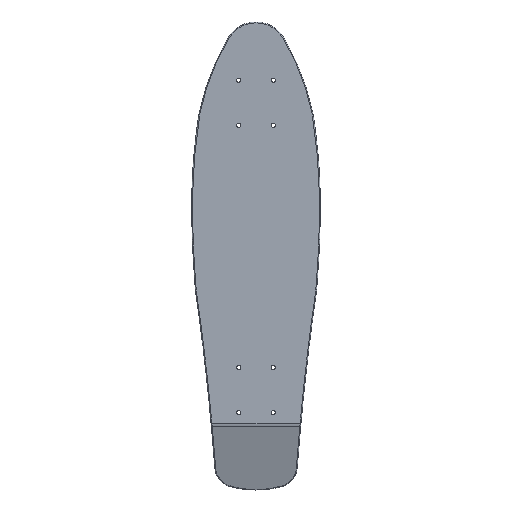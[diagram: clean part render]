
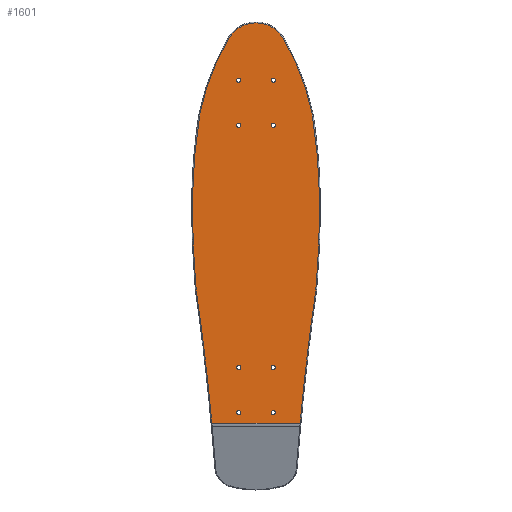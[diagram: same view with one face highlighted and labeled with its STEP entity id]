
A CAD part, front view. The second image highlights one B-rep face of the part: STEP entity #1601.
In plain terms, the highlighted planar face has unit normal (0, -1, 0).
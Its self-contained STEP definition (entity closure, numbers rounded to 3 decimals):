
#94=FACE_BOUND('',#467,.T.);
#95=FACE_BOUND('',#468,.T.);
#96=FACE_BOUND('',#469,.T.);
#97=FACE_BOUND('',#470,.T.);
#98=FACE_BOUND('',#471,.T.);
#99=FACE_BOUND('',#472,.T.);
#100=FACE_BOUND('',#473,.T.);
#101=FACE_BOUND('',#474,.T.);
#184=LINE('',#3071,#231);
#231=VECTOR('',#2073,10.);
#358=FACE_OUTER_BOUND('',#466,.T.);
#466=EDGE_LOOP('',(#1286,#1287,#1288,#1289,#1290,#1291,#1292,#1293,#1294,
#1295,#1296));
#467=EDGE_LOOP('',(#1297));
#468=EDGE_LOOP('',(#1298));
#469=EDGE_LOOP('',(#1299));
#470=EDGE_LOOP('',(#1300));
#471=EDGE_LOOP('',(#1301));
#472=EDGE_LOOP('',(#1302));
#473=EDGE_LOOP('',(#1303));
#474=EDGE_LOOP('',(#1304));
#537=CIRCLE('',#1691,3063.584);
#544=CIRCLE('',#1702,3063.584);
#552=CIRCLE('',#1717,719.734);
#559=CIRCLE('',#1729,719.734);
#578=CIRCLE('',#1776,3162.749);
#580=CIRCLE('',#1779,294.952);
#585=CIRCLE('',#1785,37.808);
#588=CIRCLE('',#1789,37.808);
#590=CIRCLE('',#1792,294.952);
#592=CIRCLE('',#1795,3162.749);
#594=CIRCLE('',#1803,2.5);
#595=CIRCLE('',#1804,2.5);
#596=CIRCLE('',#1805,2.5);
#597=CIRCLE('',#1806,2.5);
#598=CIRCLE('',#1807,2.5);
#599=CIRCLE('',#1808,2.5);
#600=CIRCLE('',#1809,2.5);
#601=CIRCLE('',#1810,2.5);
#659=VERTEX_POINT('',#2512);
#660=VERTEX_POINT('',#2525);
#671=VERTEX_POINT('',#2596);
#672=VERTEX_POINT('',#2598);
#688=VERTEX_POINT('',#2695);
#689=VERTEX_POINT('',#2697);
#702=VERTEX_POINT('',#2789);
#703=VERTEX_POINT('',#2802);
#734=VERTEX_POINT('',#3227);
#736=VERTEX_POINT('',#3233);
#738=VERTEX_POINT('',#3239);
#744=VERTEX_POINT('',#3440);
#745=VERTEX_POINT('',#3442);
#746=VERTEX_POINT('',#3444);
#747=VERTEX_POINT('',#3446);
#748=VERTEX_POINT('',#3448);
#749=VERTEX_POINT('',#3450);
#750=VERTEX_POINT('',#3452);
#751=VERTEX_POINT('',#3454);
#813=EDGE_CURVE('',#659,#660,#537,.T.);
#828=EDGE_CURVE('',#671,#672,#544,.T.);
#849=EDGE_CURVE('',#688,#689,#552,.T.);
#867=EDGE_CURVE('',#702,#703,#559,.T.);
#899=EDGE_CURVE('',#660,#671,#184,.T.);
#922=EDGE_CURVE('',#672,#688,#578,.T.);
#924=EDGE_CURVE('',#689,#734,#580,.T.);
#929=EDGE_CURVE('',#734,#736,#585,.T.);
#932=EDGE_CURVE('',#736,#738,#588,.T.);
#934=EDGE_CURVE('',#738,#702,#590,.T.);
#936=EDGE_CURVE('',#703,#659,#592,.T.);
#946=EDGE_CURVE('',#744,#744,#594,.T.);
#947=EDGE_CURVE('',#745,#745,#595,.T.);
#948=EDGE_CURVE('',#746,#746,#596,.T.);
#949=EDGE_CURVE('',#747,#747,#597,.T.);
#950=EDGE_CURVE('',#748,#748,#598,.T.);
#951=EDGE_CURVE('',#749,#749,#599,.T.);
#952=EDGE_CURVE('',#750,#750,#600,.T.);
#953=EDGE_CURVE('',#751,#751,#601,.T.);
#1286=ORIENTED_EDGE('',*,*,#899,.F.);
#1287=ORIENTED_EDGE('',*,*,#813,.F.);
#1288=ORIENTED_EDGE('',*,*,#936,.F.);
#1289=ORIENTED_EDGE('',*,*,#867,.F.);
#1290=ORIENTED_EDGE('',*,*,#934,.F.);
#1291=ORIENTED_EDGE('',*,*,#932,.F.);
#1292=ORIENTED_EDGE('',*,*,#929,.F.);
#1293=ORIENTED_EDGE('',*,*,#924,.F.);
#1294=ORIENTED_EDGE('',*,*,#849,.F.);
#1295=ORIENTED_EDGE('',*,*,#922,.F.);
#1296=ORIENTED_EDGE('',*,*,#828,.F.);
#1297=ORIENTED_EDGE('',*,*,#946,.T.);
#1298=ORIENTED_EDGE('',*,*,#947,.T.);
#1299=ORIENTED_EDGE('',*,*,#948,.T.);
#1300=ORIENTED_EDGE('',*,*,#949,.T.);
#1301=ORIENTED_EDGE('',*,*,#950,.T.);
#1302=ORIENTED_EDGE('',*,*,#951,.T.);
#1303=ORIENTED_EDGE('',*,*,#952,.T.);
#1304=ORIENTED_EDGE('',*,*,#953,.T.);
#1540=PLANE('',#1802);
#1601=ADVANCED_FACE('',(#358,#94,#95,#96,#97,#98,#99,#100,#101),#1540,.F.);
#1691=AXIS2_PLACEMENT_3D('',#2526,#1940,#1941);
#1702=AXIS2_PLACEMENT_3D('',#2599,#1964,#1965);
#1717=AXIS2_PLACEMENT_3D('',#2698,#1997,#1998);
#1729=AXIS2_PLACEMENT_3D('',#2803,#2024,#2025);
#1776=AXIS2_PLACEMENT_3D('',#3224,#2129,#2130);
#1779=AXIS2_PLACEMENT_3D('',#3228,#2135,#2136);
#1785=AXIS2_PLACEMENT_3D('',#3237,#2147,#2148);
#1789=AXIS2_PLACEMENT_3D('',#3243,#2155,#2156);
#1792=AXIS2_PLACEMENT_3D('',#3246,#2161,#2162);
#1795=AXIS2_PLACEMENT_3D('',#3249,#2167,#2168);
#1802=AXIS2_PLACEMENT_3D('',#3439,#2181,#2182);
#1803=AXIS2_PLACEMENT_3D('',#3441,#2183,#2184);
#1804=AXIS2_PLACEMENT_3D('',#3443,#2185,#2186);
#1805=AXIS2_PLACEMENT_3D('',#3445,#2187,#2188);
#1806=AXIS2_PLACEMENT_3D('',#3447,#2189,#2190);
#1807=AXIS2_PLACEMENT_3D('',#3449,#2191,#2192);
#1808=AXIS2_PLACEMENT_3D('',#3451,#2193,#2194);
#1809=AXIS2_PLACEMENT_3D('',#3453,#2195,#2196);
#1810=AXIS2_PLACEMENT_3D('',#3455,#2197,#2198);
#1940=DIRECTION('center_axis',(0.,-1.,0.));
#1941=DIRECTION('ref_axis',(-0.993,0.,0.117));
#1964=DIRECTION('center_axis',(0.,-1.,0.));
#1965=DIRECTION('ref_axis',(0.993,0.,0.117));
#1997=DIRECTION('center_axis',(0.,1.,0.));
#1998=DIRECTION('ref_axis',(-0.999,0.,0.054));
#2024=DIRECTION('center_axis',(0.,1.,0.));
#2025=DIRECTION('ref_axis',(0.999,0.,0.054));
#2073=DIRECTION('',(-1.,0.,0.));
#2129=DIRECTION('center_axis',(0.,1.,0.));
#2130=DIRECTION('ref_axis',(-0.998,0.,-0.06));
#2135=DIRECTION('center_axis',(0.,1.,0.));
#2136=DIRECTION('ref_axis',(-0.934,0.,0.356));
#2147=DIRECTION('center_axis',(0.,1.,0.));
#2148=DIRECTION('ref_axis',(-0.498,0.,0.867));
#2155=DIRECTION('center_axis',(0.,1.,0.));
#2156=DIRECTION('ref_axis',(0.498,0.,0.867));
#2161=DIRECTION('center_axis',(0.,1.,0.));
#2162=DIRECTION('ref_axis',(0.934,0.,0.356));
#2167=DIRECTION('center_axis',(0.,1.,0.));
#2168=DIRECTION('ref_axis',(0.998,0.,-0.06));
#2181=DIRECTION('center_axis',(0.,1.,0.));
#2182=DIRECTION('ref_axis',(0.,0.,1.));
#2183=DIRECTION('center_axis',(0.,1.,0.));
#2184=DIRECTION('ref_axis',(-1.,0.,0.));
#2185=DIRECTION('center_axis',(0.,1.,0.));
#2186=DIRECTION('ref_axis',(-1.,0.,0.));
#2187=DIRECTION('center_axis',(0.,1.,0.));
#2188=DIRECTION('ref_axis',(-1.,0.,0.));
#2189=DIRECTION('center_axis',(0.,1.,0.));
#2190=DIRECTION('ref_axis',(-1.,0.,0.));
#2191=DIRECTION('center_axis',(0.,1.,0.));
#2192=DIRECTION('ref_axis',(-1.,0.,0.));
#2193=DIRECTION('center_axis',(0.,1.,0.));
#2194=DIRECTION('ref_axis',(-1.,0.,0.));
#2195=DIRECTION('center_axis',(0.,1.,0.));
#2196=DIRECTION('ref_axis',(-1.,0.,0.));
#2197=DIRECTION('center_axis',(0.,1.,0.));
#2198=DIRECTION('ref_axis',(-1.,0.,0.));
#2512=CARTESIAN_POINT('',(71.166,0.,-30.287));
#2525=CARTESIAN_POINT('',(52.266,0.,-190.416));
#2526=CARTESIAN_POINT('Origin',(3103.127,0.,-469.329));
#2596=CARTESIAN_POINT('',(-53.049,0.,-190.416));
#2598=CARTESIAN_POINT('',(-71.949,0.,-30.287));
#2599=CARTESIAN_POINT('Origin',(-3103.91,0.,-469.329));
#2695=CARTESIAN_POINT('',(-75.492,0.,28.328));
#2697=CARTESIAN_POINT('',(-67.412,0.,178.665));
#2698=CARTESIAN_POINT('Origin',(643.303,0.,65.081));
#2789=CARTESIAN_POINT('',(66.629,0.,178.665));
#2802=CARTESIAN_POINT('',(74.709,0.,28.328));
#2803=CARTESIAN_POINT('Origin',(-644.086,0.,65.081));
#3071=CARTESIAN_POINT('',(37.304,0.,-190.416));
#3224=CARTESIAN_POINT('Origin',(3083.131,0.,189.83));
#3227=CARTESIAN_POINT('',(-33.036,0.,268.747));
#3228=CARTESIAN_POINT('Origin',(221.639,0.,119.962));
#3233=CARTESIAN_POINT('',(-0.392,0.,287.483));
#3237=CARTESIAN_POINT('Origin',(-0.391,0.,249.675));
#3239=CARTESIAN_POINT('',(32.253,0.,268.747));
#3243=CARTESIAN_POINT('Origin',(-0.392,0.,249.675));
#3246=CARTESIAN_POINT('Origin',(-222.422,0.,119.962));
#3249=CARTESIAN_POINT('Origin',(-3083.914,0.,189.83));
#3439=CARTESIAN_POINT('Origin',(-0.392,0.,9.083));
#3440=CARTESIAN_POINT('',(-18.529,0.,219.075));
#3441=CARTESIAN_POINT('Origin',(-21.029,0.,219.075));
#3442=CARTESIAN_POINT('',(22.746,0.,219.075));
#3443=CARTESIAN_POINT('Origin',(20.246,0.,219.075));
#3444=CARTESIAN_POINT('',(-18.529,0.,165.1));
#3445=CARTESIAN_POINT('Origin',(-21.029,0.,165.1));
#3446=CARTESIAN_POINT('',(22.746,0.,165.1));
#3447=CARTESIAN_POINT('Origin',(20.246,0.,165.1));
#3448=CARTESIAN_POINT('',(-18.529,0.,-123.952));
#3449=CARTESIAN_POINT('Origin',(-21.029,0.,-123.952));
#3450=CARTESIAN_POINT('',(22.746,0.,-123.952));
#3451=CARTESIAN_POINT('Origin',(20.246,0.,-123.952));
#3452=CARTESIAN_POINT('',(-18.529,0.,-177.927));
#3453=CARTESIAN_POINT('Origin',(-21.029,0.,-177.927));
#3454=CARTESIAN_POINT('',(22.746,0.,-177.927));
#3455=CARTESIAN_POINT('Origin',(20.246,0.,-177.927));
